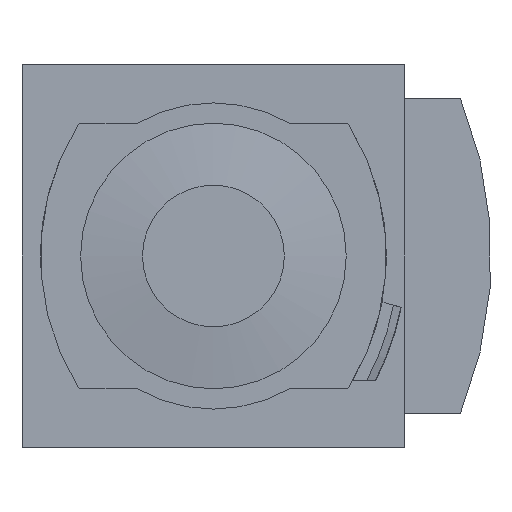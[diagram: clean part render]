
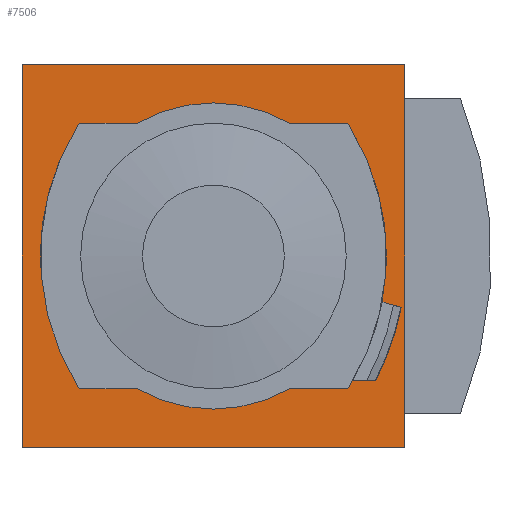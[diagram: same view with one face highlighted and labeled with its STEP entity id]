
A CAD part, front view. The second image highlights one B-rep face of the part: STEP entity #7506.
In plain terms, the highlighted planar face has unit normal (0, -1, 0).
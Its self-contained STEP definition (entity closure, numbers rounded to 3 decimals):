
#128=PLANE('',#7876);
#398=CIRCLE('',#7868,40.);
#400=CIRCLE('',#7871,40.);
#402=CIRCLE('',#7873,40.);
#405=CIRCLE('',#7877,41.2);
#406=CIRCLE('',#7878,0.5);
#407=CIRCLE('',#7879,24.8);
#408=CIRCLE('',#7880,0.5);
#409=CIRCLE('',#7881,0.5);
#410=CIRCLE('',#7882,24.8);
#411=CIRCLE('',#7883,0.5);
#1008=ORIENTED_EDGE('',*,*,#2508,.F.);
#1009=ORIENTED_EDGE('',*,*,#2509,.F.);
#1010=ORIENTED_EDGE('',*,*,#2510,.F.);
#1011=ORIENTED_EDGE('',*,*,#2511,.F.);
#1012=ORIENTED_EDGE('',*,*,#2503,.T.);
#1013=ORIENTED_EDGE('',*,*,#2512,.F.);
#1014=ORIENTED_EDGE('',*,*,#2513,.F.);
#1015=ORIENTED_EDGE('',*,*,#2514,.F.);
#1016=ORIENTED_EDGE('',*,*,#2499,.T.);
#1017=ORIENTED_EDGE('',*,*,#2515,.T.);
#1018=ORIENTED_EDGE('',*,*,#2516,.T.);
#1019=ORIENTED_EDGE('',*,*,#2517,.T.);
#1020=ORIENTED_EDGE('',*,*,#2518,.T.);
#1021=ORIENTED_EDGE('',*,*,#2519,.T.);
#1022=ORIENTED_EDGE('',*,*,#2493,.T.);
#1023=ORIENTED_EDGE('',*,*,#2520,.T.);
#1024=ORIENTED_EDGE('',*,*,#2521,.T.);
#1025=ORIENTED_EDGE('',*,*,#2522,.T.);
#1026=ORIENTED_EDGE('',*,*,#2523,.T.);
#1027=ORIENTED_EDGE('',*,*,#2524,.T.);
#2493=EDGE_CURVE('',#3253,#3256,#398,.T.);
#2499=EDGE_CURVE('',#3261,#3260,#400,.T.);
#2503=EDGE_CURVE('',#3257,#3264,#402,.T.);
#2508=EDGE_CURVE('',#3269,#3270,#3792,.T.);
#2509=EDGE_CURVE('',#3271,#3269,#3793,.T.);
#2510=EDGE_CURVE('',#3272,#3271,#3794,.T.);
#2511=EDGE_CURVE('',#3270,#3272,#3795,.T.);
#2512=EDGE_CURVE('',#3273,#3264,#3796,.T.);
#2513=EDGE_CURVE('',#3274,#3273,#405,.F.);
#2514=EDGE_CURVE('',#3261,#3274,#3797,.T.);
#2515=EDGE_CURVE('',#3260,#3275,#406,.T.);
#2516=EDGE_CURVE('',#3275,#3276,#3798,.T.);
#2517=EDGE_CURVE('',#3276,#3277,#407,.T.);
#2518=EDGE_CURVE('',#3277,#3278,#3799,.T.);
#2519=EDGE_CURVE('',#3278,#3253,#408,.T.);
#2520=EDGE_CURVE('',#3256,#3279,#409,.T.);
#2521=EDGE_CURVE('',#3279,#3280,#3800,.T.);
#2522=EDGE_CURVE('',#3280,#3281,#410,.T.);
#2523=EDGE_CURVE('',#3281,#3282,#3801,.T.);
#2524=EDGE_CURVE('',#3282,#3257,#411,.T.);
#3253=VERTEX_POINT('',#10537);
#3256=VERTEX_POINT('',#10542);
#3257=VERTEX_POINT('',#10548);
#3260=VERTEX_POINT('',#10553);
#3261=VERTEX_POINT('',#10555);
#3264=VERTEX_POINT('',#10561);
#3269=VERTEX_POINT('',#10573);
#3270=VERTEX_POINT('',#10574);
#3271=VERTEX_POINT('',#10576);
#3272=VERTEX_POINT('',#10578);
#3273=VERTEX_POINT('',#10581);
#3274=VERTEX_POINT('',#10583);
#3275=VERTEX_POINT('',#10586);
#3276=VERTEX_POINT('',#10588);
#3277=VERTEX_POINT('',#10590);
#3278=VERTEX_POINT('',#10592);
#3279=VERTEX_POINT('',#10595);
#3280=VERTEX_POINT('',#10597);
#3281=VERTEX_POINT('',#10599);
#3282=VERTEX_POINT('',#10601);
#3792=LINE('',#10572,#4330);
#3793=LINE('',#10575,#4331);
#3794=LINE('',#10577,#4332);
#3795=LINE('',#10579,#4333);
#3796=LINE('',#10580,#4334);
#3797=LINE('',#10584,#4335);
#3798=LINE('',#10587,#4336);
#3799=LINE('',#10591,#4337);
#3800=LINE('',#10596,#4338);
#3801=LINE('',#10600,#4339);
#4330=VECTOR('',#8745,1000.);
#4331=VECTOR('',#8746,1000.);
#4332=VECTOR('',#8747,1000.);
#4333=VECTOR('',#8748,1000.);
#4334=VECTOR('',#8749,1000.);
#4335=VECTOR('',#8752,1000.);
#4336=VECTOR('',#8755,1000.);
#4337=VECTOR('',#8758,1000.);
#4338=VECTOR('',#8763,1000.);
#4339=VECTOR('',#8766,1000.);
#4713=EDGE_LOOP('',(#1008,#1009,#1010,#1011));
#4714=EDGE_LOOP('',(#1012,#1013,#1014,#1015,#1016,#1017,#1018,#1019,#1020,
#1021,#1022,#1023,#1024,#1025,#1026,#1027));
#5040=FACE_BOUND('',#4713,.T.);
#5041=FACE_BOUND('',#4714,.T.);
#7506=ADVANCED_FACE('',(#5040,#5041),#128,.F.);
#7868=AXIS2_PLACEMENT_3D('',#10543,#8719,#8720);
#7871=AXIS2_PLACEMENT_3D('',#10554,#8729,#8730);
#7873=AXIS2_PLACEMENT_3D('',#10562,#8735,#8736);
#7876=AXIS2_PLACEMENT_3D('',#10571,#8743,#8744);
#7877=AXIS2_PLACEMENT_3D('',#10582,#8750,#8751);
#7878=AXIS2_PLACEMENT_3D('',#10585,#8753,#8754);
#7879=AXIS2_PLACEMENT_3D('',#10589,#8756,#8757);
#7880=AXIS2_PLACEMENT_3D('',#10593,#8759,#8760);
#7881=AXIS2_PLACEMENT_3D('',#10594,#8761,#8762);
#7882=AXIS2_PLACEMENT_3D('',#10598,#8764,#8765);
#7883=AXIS2_PLACEMENT_3D('',#10602,#8767,#8768);
#8719=DIRECTION('',(0.,1.,0.));
#8720=DIRECTION('',(1.,0.,0.));
#8729=DIRECTION('',(0.,1.,0.));
#8730=DIRECTION('',(1.,0.,0.));
#8735=DIRECTION('',(0.,1.,0.));
#8736=DIRECTION('',(1.,0.,0.));
#8743=DIRECTION('',(0.,1.,0.));
#8744=DIRECTION('',(0.,0.,1.));
#8745=DIRECTION('',(0.,0.,1.));
#8746=DIRECTION('',(-1.,0.,0.));
#8747=DIRECTION('',(0.,0.,-1.));
#8748=DIRECTION('',(1.,0.,0.));
#8749=DIRECTION('',(-0.966,0.,0.259));
#8750=DIRECTION('',(0.,1.,0.));
#8751=DIRECTION('',(0.,0.,1.));
#8752=DIRECTION('',(1.,0.,0.));
#8753=DIRECTION('',(0.,1.,0.));
#8754=DIRECTION('',(1.,0.,0.));
#8755=DIRECTION('',(-1.,0.,0.));
#8756=DIRECTION('',(0.,1.,0.));
#8757=DIRECTION('',(1.,0.,0.));
#8758=DIRECTION('',(-1.,0.,0.));
#8759=DIRECTION('',(0.,1.,0.));
#8760=DIRECTION('',(1.,0.,0.));
#8761=DIRECTION('',(0.,1.,0.));
#8762=DIRECTION('',(1.,0.,0.));
#8763=DIRECTION('',(1.,0.,0.));
#8764=DIRECTION('',(0.,1.,0.));
#8765=DIRECTION('',(1.,0.,0.));
#8766=DIRECTION('',(1.,0.,0.));
#8767=DIRECTION('',(0.,1.,0.));
#8768=DIRECTION('',(1.,0.,0.));
#10537=CARTESIAN_POINT('',(-21.879,-46.,-21.266));
#10542=CARTESIAN_POINT('',(-21.879,-46.,21.266));
#10543=CARTESIAN_POINT('',(12.,-46.,0.));
#10548=CARTESIAN_POINT('',(21.879,-46.,21.266));
#10553=CARTESIAN_POINT('',(21.879,-46.,-21.266));
#10554=CARTESIAN_POINT('',(-12.,-46.,0.));
#10555=CARTESIAN_POINT('',(22.554,-46.,-20.15));
#10561=CARTESIAN_POINT('',(27.298,-46.,-7.463));
#10562=CARTESIAN_POINT('',(-12.,-46.,0.));
#10571=CARTESIAN_POINT('',(0.,-46.,0.));
#10572=CARTESIAN_POINT('',(-31.,-46.,-31.));
#10573=CARTESIAN_POINT('',(-31.,-46.,-31.));
#10574=CARTESIAN_POINT('',(-31.,-46.,31.));
#10575=CARTESIAN_POINT('',(31.,-46.,-31.));
#10576=CARTESIAN_POINT('',(31.,-46.,-31.));
#10577=CARTESIAN_POINT('',(31.,-46.,31.));
#10578=CARTESIAN_POINT('',(31.,-46.,31.));
#10579=CARTESIAN_POINT('',(-31.,-46.,31.));
#10580=CARTESIAN_POINT('',(30.42,-46.,-8.3));
#10581=CARTESIAN_POINT('',(28.487,-46.,-7.782));
#10582=CARTESIAN_POINT('',(-12.,-46.,-0.15));
#10583=CARTESIAN_POINT('',(24.02,-46.,-20.15));
#10584=CARTESIAN_POINT('',(0.,-46.,-20.15));
#10585=CARTESIAN_POINT('',(21.455,-46.,-21.));
#10586=CARTESIAN_POINT('',(21.455,-46.,-21.5));
#10587=CARTESIAN_POINT('',(21.455,-46.,-21.5));
#10588=CARTESIAN_POINT('',(12.361,-46.,-21.5));
#10589=CARTESIAN_POINT('',(0.,-46.,0.));
#10590=CARTESIAN_POINT('',(-12.361,-46.,-21.5));
#10591=CARTESIAN_POINT('',(-12.361,-46.,-21.5));
#10592=CARTESIAN_POINT('',(-21.455,-46.,-21.5));
#10593=CARTESIAN_POINT('',(-21.455,-46.,-21.));
#10594=CARTESIAN_POINT('',(-21.455,-46.,21.));
#10595=CARTESIAN_POINT('',(-21.455,-46.,21.5));
#10596=CARTESIAN_POINT('',(-21.455,-46.,21.5));
#10597=CARTESIAN_POINT('',(-12.361,-46.,21.5));
#10598=CARTESIAN_POINT('',(0.,-46.,0.));
#10599=CARTESIAN_POINT('',(12.361,-46.,21.5));
#10600=CARTESIAN_POINT('',(12.361,-46.,21.5));
#10601=CARTESIAN_POINT('',(21.455,-46.,21.5));
#10602=CARTESIAN_POINT('',(21.455,-46.,21.));
